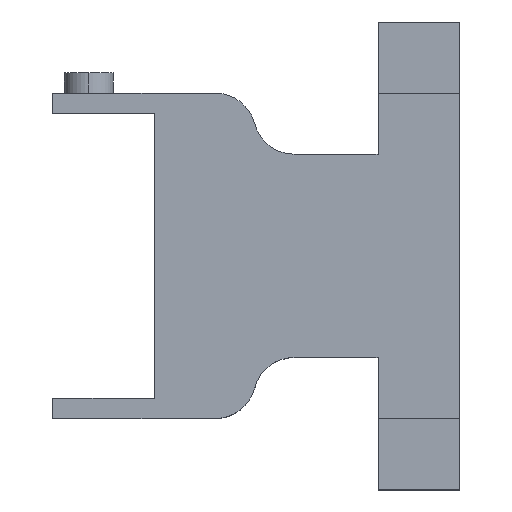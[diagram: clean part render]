
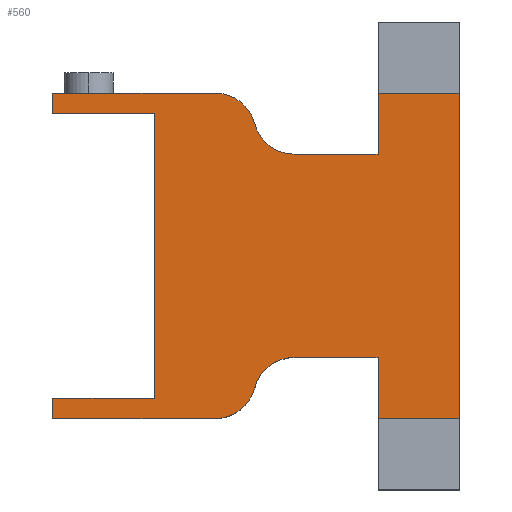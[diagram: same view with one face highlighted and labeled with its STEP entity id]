
A CAD part, top view. The second image highlights one B-rep face of the part: STEP entity #560.
In plain terms, the highlighted planar face has unit normal (0, 0, 1).
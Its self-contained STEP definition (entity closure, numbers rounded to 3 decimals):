
#5 = LINE ( 'NONE', #726, #1168 ) ;
#8 = VECTOR ( 'NONE', #369, 1000. ) ;
#22 = CARTESIAN_POINT ( 'NONE',  ( 20., -17.661, 0. ) ) ;
#27 = VECTOR ( 'NONE', #138, 1000. ) ;
#36 = EDGE_CURVE ( 'NONE', #67, #642, #418, .T. ) ;
#48 = LINE ( 'NONE', #830, #397 ) ;
#50 = EDGE_CURVE ( 'NONE', #957, #642, #202, .T. ) ;
#51 = DIRECTION ( 'NONE',  ( -1., 0., 0. ) ) ;
#61 = ORIENTED_EDGE ( 'NONE', *, *, #1226, .T. ) ;
#63 = EDGE_LOOP ( 'NONE', ( #943, #76, #1240, #1218, #61, #1007, #228, #423, #924, #1021, #1050, #928, #341, #696, #165, #518, #287, #543 ) ) ;
#67 = VERTEX_POINT ( 'NONE', #1064 ) ;
#69 = CARTESIAN_POINT ( 'NONE',  ( -20.64, -92.661, 0. ) ) ;
#71 = CARTESIAN_POINT ( 'NONE',  ( -20.64, -32.661, 0. ) ) ;
#76 = ORIENTED_EDGE ( 'NONE', *, *, #372, .F. ) ;
#88 = EDGE_CURVE ( 'NONE', #326, #520, #485, .T. ) ;
#94 = EDGE_CURVE ( 'NONE', #947, #799, #865, .T. ) ;
#118 = CARTESIAN_POINT ( 'NONE',  ( 0., -97.661, 0. ) ) ;
#138 = DIRECTION ( 'NONE',  ( 1., 0., 0. ) ) ;
#144 = DIRECTION ( 'NONE',  ( -1., 0., 0. ) ) ;
#158 = LINE ( 'NONE', #269, #515 ) ;
#165 = ORIENTED_EDGE ( 'NONE', *, *, #419, .T. ) ;
#194 = EDGE_CURVE ( 'NONE', #1083, #628, #342, .T. ) ;
#200 = VECTOR ( 'NONE', #480, 1000. ) ;
#202 = LINE ( 'NONE', #493, #1019 ) ;
#204 = LINE ( 'NONE', #582, #1148 ) ;
#208 = CARTESIAN_POINT ( 'NONE',  ( 0., -17.661, 0. ) ) ;
#215 = EDGE_CURVE ( 'NONE', #237, #799, #158, .T. ) ;
#221 = VERTEX_POINT ( 'NONE', #71 ) ;
#223 = DIRECTION ( 'NONE',  ( 0., 0., -1. ) ) ;
#227 = CARTESIAN_POINT ( 'NONE',  ( -54.934, -92.661, 0. ) ) ;
#228 = ORIENTED_EDGE ( 'NONE', *, *, #88, .T. ) ;
#229 = CIRCLE ( 'NONE', #944, 10. ) ;
#231 = AXIS2_PLACEMENT_3D ( 'NONE', #870, #387, #1048 ) ;
#232 = DIRECTION ( 'NONE',  ( 0., 0., 1. ) ) ;
#237 = VERTEX_POINT ( 'NONE', #347 ) ;
#269 = CARTESIAN_POINT ( 'NONE',  ( 20., -97.661, 0. ) ) ;
#279 = AXIS2_PLACEMENT_3D ( 'NONE', #620, #993, #144 ) ;
#282 = DIRECTION ( 'NONE',  ( 0., 0., 1. ) ) ;
#287 = ORIENTED_EDGE ( 'NONE', *, *, #36, .T. ) ;
#298 = FACE_OUTER_BOUND ( 'NONE', #63, .T. ) ;
#326 = VERTEX_POINT ( 'NONE', #474 ) ;
#331 = AXIS2_PLACEMENT_3D ( 'NONE', #22, #223, #918 ) ;
#341 = ORIENTED_EDGE ( 'NONE', *, *, #600, .T. ) ;
#342 = LINE ( 'NONE', #1038, #1122 ) ;
#347 = CARTESIAN_POINT ( 'NONE',  ( 20., -97.661, 0. ) ) ;
#361 = LINE ( 'NONE', #1150, #200 ) ;
#369 = DIRECTION ( 'NONE',  ( 0., -1., 0. ) ) ;
#371 = DIRECTION ( 'NONE',  ( -1., 0., 0. ) ) ;
#372 = EDGE_CURVE ( 'NONE', #466, #731, #361, .T. ) ;
#374 = CARTESIAN_POINT ( 'NONE',  ( -40.005, -27.661, 0. ) ) ;
#380 = VECTOR ( 'NONE', #955, 1000. ) ;
#387 = DIRECTION ( 'NONE',  ( 0., 0., 1. ) ) ;
#397 = VECTOR ( 'NONE', #1126, 1000. ) ;
#415 = VECTOR ( 'NONE', #851, 1000. ) ;
#418 = CIRCLE ( 'NONE', #1044, 10. ) ;
#419 = EDGE_CURVE ( 'NONE', #590, #221, #204, .T. ) ;
#423 = ORIENTED_EDGE ( 'NONE', *, *, #971, .F. ) ;
#436 = CARTESIAN_POINT ( 'NONE',  ( -20.64, -82.661, 0. ) ) ;
#441 = LINE ( 'NONE', #1100, #657 ) ;
#448 = DIRECTION ( 'NONE',  ( 0., -1., 0. ) ) ;
#454 = CARTESIAN_POINT ( 'NONE',  ( -79.978, -22.661, 0. ) ) ;
#466 = VERTEX_POINT ( 'NONE', #775 ) ;
#474 = CARTESIAN_POINT ( 'NONE',  ( -40.005, -97.661, 0. ) ) ;
#480 = DIRECTION ( 'NONE',  ( -1., 0., 0. ) ) ;
#485 = CIRCLE ( 'NONE', #231, 10. ) ;
#493 = CARTESIAN_POINT ( 'NONE',  ( -80., -17.661, 0. ) ) ;
#497 = VERTEX_POINT ( 'NONE', #208 ) ;
#508 = CARTESIAN_POINT ( 'NONE',  ( 0., -32.661, 0. ) ) ;
#515 = VECTOR ( 'NONE', #371, 1000. ) ;
#518 = ORIENTED_EDGE ( 'NONE', *, *, #671, .T. ) ;
#520 = VERTEX_POINT ( 'NONE', #872 ) ;
#535 = VECTOR ( 'NONE', #648, 1000. ) ;
#543 = ORIENTED_EDGE ( 'NONE', *, *, #50, .F. ) ;
#560 = ADVANCED_FACE ( 'NONE', ( #298 ), #1165, .F. ) ;
#563 = LINE ( 'NONE', #1131, #415 ) ;
#568 = CARTESIAN_POINT ( 'NONE',  ( 0., -17.661, 0. ) ) ;
#569 = LINE ( 'NONE', #1238, #579 ) ;
#575 = EDGE_CURVE ( 'NONE', #905, #947, #719, .T. ) ;
#579 = VECTOR ( 'NONE', #1246, 1000. ) ;
#582 = CARTESIAN_POINT ( 'NONE',  ( 0., -32.661, 0. ) ) ;
#590 = VERTEX_POINT ( 'NONE', #508 ) ;
#600 = EDGE_CURVE ( 'NONE', #758, #497, #441, .T. ) ;
#620 = CARTESIAN_POINT ( 'NONE',  ( -20.64, -22.661, 0. ) ) ;
#628 = VERTEX_POINT ( 'NONE', #227 ) ;
#637 = CARTESIAN_POINT ( 'NONE',  ( 20., -17.661, 0. ) ) ;
#641 = CARTESIAN_POINT ( 'NONE',  ( 0., -82.661, 0. ) ) ;
#642 = VERTEX_POINT ( 'NONE', #1090 ) ;
#648 = DIRECTION ( 'NONE',  ( -1., 0., 0. ) ) ;
#657 = VECTOR ( 'NONE', #51, 1000. ) ;
#671 = EDGE_CURVE ( 'NONE', #221, #67, #1166, .T. ) ;
#696 = ORIENTED_EDGE ( 'NONE', *, *, #1088, .T. ) ;
#711 = VERTEX_POINT ( 'NONE', #826 ) ;
#719 = LINE ( 'NONE', #813, #27 ) ;
#726 = CARTESIAN_POINT ( 'NONE',  ( 20., -17.661, 0. ) ) ;
#731 = VERTEX_POINT ( 'NONE', #454 ) ;
#752 = DIRECTION ( 'NONE',  ( 1., 0., 0. ) ) ;
#758 = VERTEX_POINT ( 'NONE', #637 ) ;
#775 = CARTESIAN_POINT ( 'NONE',  ( -54.934, -22.661, 0. ) ) ;
#792 = DIRECTION ( 'NONE',  ( 1., 0., 0. ) ) ;
#799 = VERTEX_POINT ( 'NONE', #118 ) ;
#813 = CARTESIAN_POINT ( 'NONE',  ( -20.64, -82.661, 0. ) ) ;
#826 = CARTESIAN_POINT ( 'NONE',  ( -80., -97.661, 0. ) ) ;
#830 = CARTESIAN_POINT ( 'NONE',  ( -54.934, -82.661, 0. ) ) ;
#848 = CARTESIAN_POINT ( 'NONE',  ( -80., -92.661, 0. ) ) ;
#851 = DIRECTION ( 'NONE',  ( 0.004, -1., 0. ) ) ;
#865 = LINE ( 'NONE', #568, #380 ) ;
#870 = CARTESIAN_POINT ( 'NONE',  ( -40.005, -87.661, 0. ) ) ;
#872 = CARTESIAN_POINT ( 'NONE',  ( -30.322, -90.161, 0. ) ) ;
#905 = VERTEX_POINT ( 'NONE', #436 ) ;
#918 = DIRECTION ( 'NONE',  ( 0., 1., 0. ) ) ;
#924 = ORIENTED_EDGE ( 'NONE', *, *, #575, .T. ) ;
#928 = ORIENTED_EDGE ( 'NONE', *, *, #1239, .F. ) ;
#943 = ORIENTED_EDGE ( 'NONE', *, *, #1224, .T. ) ;
#944 = AXIS2_PLACEMENT_3D ( 'NONE', #69, #232, #792 ) ;
#947 = VERTEX_POINT ( 'NONE', #641 ) ;
#955 = DIRECTION ( 'NONE',  ( 0., -1., 0. ) ) ;
#957 = VERTEX_POINT ( 'NONE', #1000 ) ;
#971 = EDGE_CURVE ( 'NONE', #905, #520, #229, .T. ) ;
#972 = DIRECTION ( 'NONE',  ( 0., 1., 0. ) ) ;
#976 = EDGE_CURVE ( 'NONE', #628, #466, #48, .T. ) ;
#978 = DIRECTION ( 'NONE',  ( -1., 0., 0. ) ) ;
#993 = DIRECTION ( 'NONE',  ( 0., 0., -1. ) ) ;
#1000 = CARTESIAN_POINT ( 'NONE',  ( -80., -17.661, 0. ) ) ;
#1007 = ORIENTED_EDGE ( 'NONE', *, *, #1087, .F. ) ;
#1019 = VECTOR ( 'NONE', #1163, 1000. ) ;
#1021 = ORIENTED_EDGE ( 'NONE', *, *, #94, .T. ) ;
#1036 = CARTESIAN_POINT ( 'NONE',  ( 0., -17.661, 0. ) ) ;
#1038 = CARTESIAN_POINT ( 'NONE',  ( -84.906, -92.661, 0. ) ) ;
#1044 = AXIS2_PLACEMENT_3D ( 'NONE', #374, #282, #972 ) ;
#1048 = DIRECTION ( 'NONE',  ( 0., 1., 0. ) ) ;
#1050 = ORIENTED_EDGE ( 'NONE', *, *, #215, .F. ) ;
#1064 = CARTESIAN_POINT ( 'NONE',  ( -30.322, -25.161, 0. ) ) ;
#1083 = VERTEX_POINT ( 'NONE', #848 ) ;
#1087 = EDGE_CURVE ( 'NONE', #326, #711, #1143, .T. ) ;
#1088 = EDGE_CURVE ( 'NONE', #497, #590, #1242, .T. ) ;
#1090 = CARTESIAN_POINT ( 'NONE',  ( -40.005, -17.661, 0. ) ) ;
#1100 = CARTESIAN_POINT ( 'NONE',  ( 20., -17.661, 0. ) ) ;
#1122 = VECTOR ( 'NONE', #752, 1000. ) ;
#1126 = DIRECTION ( 'NONE',  ( 0., 1., 0. ) ) ;
#1131 = CARTESIAN_POINT ( 'NONE',  ( -80., -17.661, 0. ) ) ;
#1143 = LINE ( 'NONE', #1154, #535 ) ;
#1148 = VECTOR ( 'NONE', #978, 1000. ) ;
#1150 = CARTESIAN_POINT ( 'NONE',  ( -83.496, -22.661, 0. ) ) ;
#1154 = CARTESIAN_POINT ( 'NONE',  ( -40.64, -97.661, 0. ) ) ;
#1163 = DIRECTION ( 'NONE',  ( 1., 0., 0. ) ) ;
#1165 = PLANE ( 'NONE',  #331 ) ;
#1166 = CIRCLE ( 'NONE', #279, 10. ) ;
#1168 = VECTOR ( 'NONE', #448, 1000. ) ;
#1218 = ORIENTED_EDGE ( 'NONE', *, *, #194, .F. ) ;
#1224 = EDGE_CURVE ( 'NONE', #957, #731, #563, .T. ) ;
#1226 = EDGE_CURVE ( 'NONE', #1083, #711, #569, .T. ) ;
#1238 = CARTESIAN_POINT ( 'NONE',  ( -80., -82.661, 0. ) ) ;
#1239 = EDGE_CURVE ( 'NONE', #758, #237, #5, .T. ) ;
#1240 = ORIENTED_EDGE ( 'NONE', *, *, #976, .F. ) ;
#1242 = LINE ( 'NONE', #1036, #8 ) ;
#1246 = DIRECTION ( 'NONE',  ( 0., -1., 0. ) ) ;
